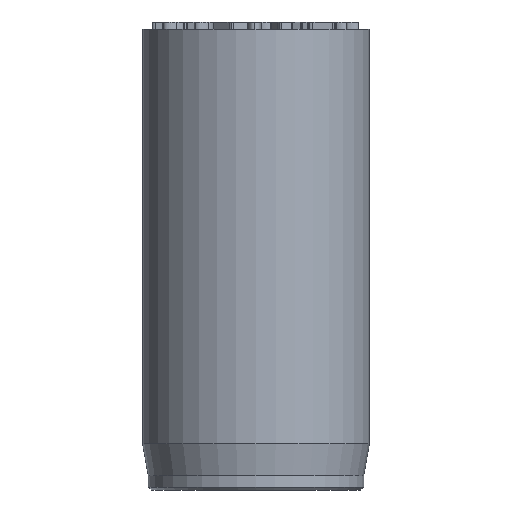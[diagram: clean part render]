
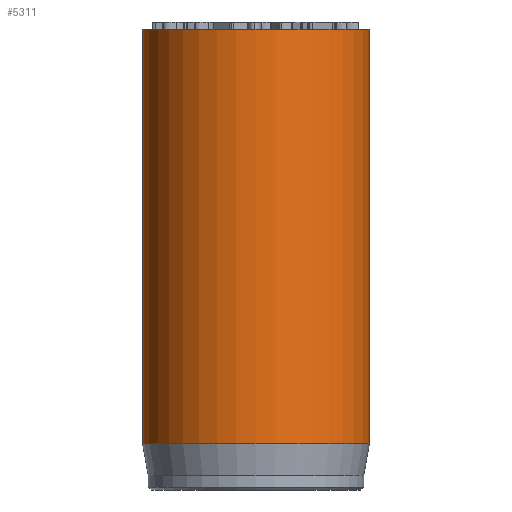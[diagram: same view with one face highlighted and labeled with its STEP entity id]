
A CAD part, front view. The second image highlights one B-rep face of the part: STEP entity #5311.
In plain terms, the highlighted cylindrical face has radius 8 mm (diameter 16 mm), a full revolution.
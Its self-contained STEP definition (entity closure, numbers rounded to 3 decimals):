
#32=CYLINDRICAL_SURFACE('',#5517,8.);
#44=CIRCLE('',#5484,8.);
#60=CIRCLE('',#5515,8.);
#61=CIRCLE('',#5516,8.);
#427=FACE_OUTER_BOUND('',#742,.T.);
#742=EDGE_LOOP('',(#4595,#4596,#4597,#4598,#4599));
#1115=LINE('',#9762,#1504);
#1504=VECTOR('',#6066,8.);
#2380=VERTEX_POINT('',#9701);
#2396=VERTEX_POINT('',#9756);
#2397=VERTEX_POINT('',#9757);
#3120=EDGE_CURVE('',#2380,#2380,#44,.T.);
#3144=EDGE_CURVE('',#2396,#2397,#60,.T.);
#3145=EDGE_CURVE('',#2397,#2396,#61,.T.);
#3147=EDGE_CURVE('',#2380,#2396,#1115,.T.);
#4595=ORIENTED_EDGE('',*,*,#3120,.T.);
#4596=ORIENTED_EDGE('',*,*,#3147,.T.);
#4597=ORIENTED_EDGE('',*,*,#3144,.T.);
#4598=ORIENTED_EDGE('',*,*,#3145,.T.);
#4599=ORIENTED_EDGE('',*,*,#3147,.F.);
#5311=ADVANCED_FACE('',(#427),#32,.T.);
#5484=AXIS2_PLACEMENT_3D('',#9702,#5989,#5990);
#5515=AXIS2_PLACEMENT_3D('',#9758,#6059,#6060);
#5516=AXIS2_PLACEMENT_3D('',#9759,#6061,#6062);
#5517=AXIS2_PLACEMENT_3D('',#9761,#6064,#6065);
#5989=DIRECTION('center_axis',(0.,0.,-1.));
#5990=DIRECTION('ref_axis',(-1.,0.,0.));
#6059=DIRECTION('center_axis',(0.,0.,1.));
#6060=DIRECTION('ref_axis',(-1.,0.,0.));
#6061=DIRECTION('center_axis',(0.,0.,1.));
#6062=DIRECTION('ref_axis',(-1.,0.,0.));
#6064=DIRECTION('center_axis',(0.,0.,1.));
#6065=DIRECTION('ref_axis',(-1.,0.,0.));
#6066=DIRECTION('',(0.,0.,-1.));
#9701=CARTESIAN_POINT('',(8.,0.,32.5));
#9702=CARTESIAN_POINT('Origin',(0.,0.,32.5));
#9756=CARTESIAN_POINT('',(8.,0.,3.269));
#9757=CARTESIAN_POINT('',(-8.,0.,3.269));
#9758=CARTESIAN_POINT('Origin',(0.,0.,3.269));
#9759=CARTESIAN_POINT('Origin',(0.,0.,3.269));
#9761=CARTESIAN_POINT('Origin',(0.,0.,0.));
#9762=CARTESIAN_POINT('',(8.,0.,0.));
